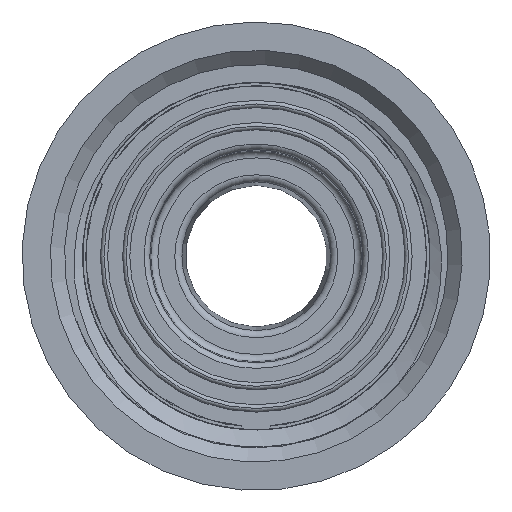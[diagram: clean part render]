
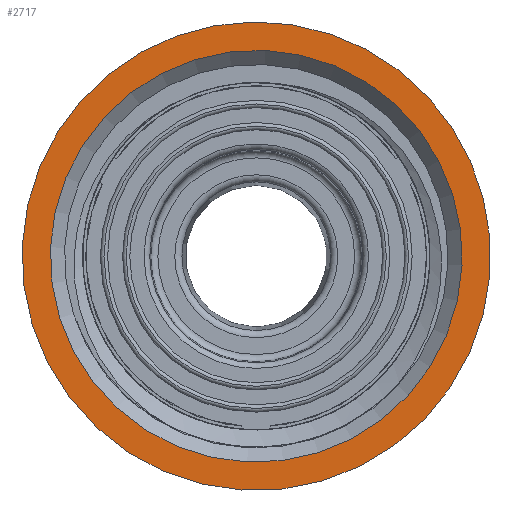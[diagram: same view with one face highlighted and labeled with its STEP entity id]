
A CAD part, front view. The second image highlights one B-rep face of the part: STEP entity #2717.
In plain terms, the highlighted planar face has unit normal (0, -1, 0).
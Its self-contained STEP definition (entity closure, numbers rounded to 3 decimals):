
#2717=ADVANCED_FACE('',(#4240,#4241),#3227,.F.);
#3227=PLANE('',#10841);
#3547=CIRCLE('',#10819,14.509);
#3549=CIRCLE('',#10823,16.5);
#4240=FACE_BOUND('',#4427,.T.);
#4241=FACE_BOUND('',#4428,.T.);
#4427=EDGE_LOOP('',(#5208));
#4428=EDGE_LOOP('',(#5209));
#5208=ORIENTED_EDGE('',*,*,#8551,.T.);
#5209=ORIENTED_EDGE('',*,*,#8553,.F.);
#7691=VERTEX_POINT('',#14241);
#7693=VERTEX_POINT('',#14247);
#8551=EDGE_CURVE('',#7691,#7691,#3547,.T.);
#8553=EDGE_CURVE('',#7693,#7693,#3549,.T.);
#10819=AXIS2_PLACEMENT_3D('',#14240,#11708,#11709);
#10823=AXIS2_PLACEMENT_3D('',#14246,#11716,#11717);
#10841=AXIS2_PLACEMENT_3D('',#14361,#11752,#11753);
#11708=DIRECTION('',(0.,1.,0.));
#11709=DIRECTION('',(-0.924,0.,0.383));
#11716=DIRECTION('',(0.,1.,0.));
#11717=DIRECTION('',(-0.924,0.,0.383));
#11752=DIRECTION('',(0.,1.,0.));
#11753=DIRECTION('',(0.924,0.,-0.383));
#14240=CARTESIAN_POINT('',(-24.058,-7.675,0.247));
#14241=CARTESIAN_POINT('',(-37.462,-7.675,5.799));
#14246=CARTESIAN_POINT('',(-24.058,-7.675,0.247));
#14247=CARTESIAN_POINT('',(-39.302,-7.675,6.561));
#14361=CARTESIAN_POINT('',(-24.058,-7.675,0.247));
